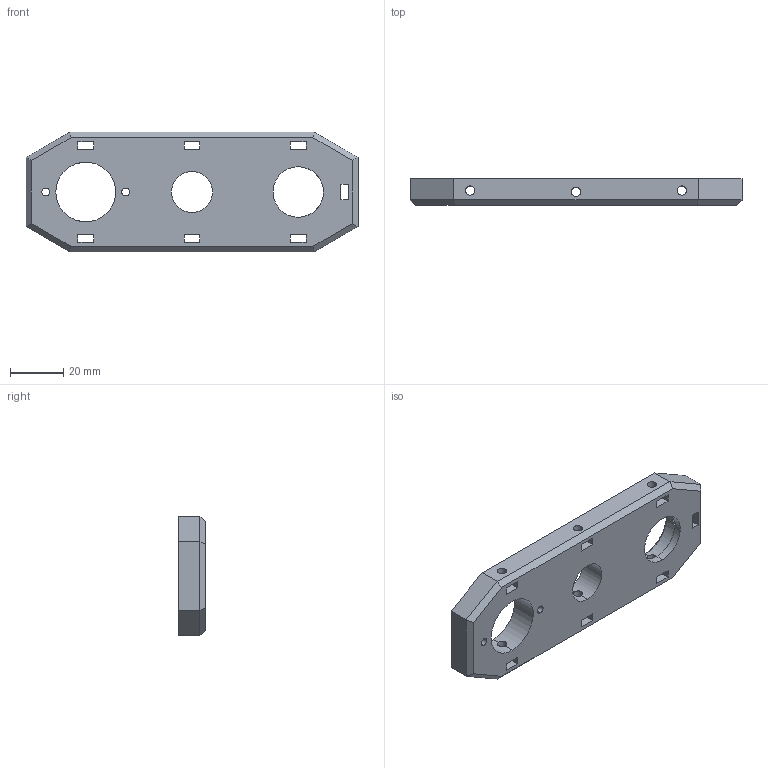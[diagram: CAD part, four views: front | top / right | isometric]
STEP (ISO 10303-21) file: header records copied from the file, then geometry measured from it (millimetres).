
FILE_DESCRIPTION (( 'STEP AP203' ), '1' );
FILE_NAME ('shoulder_Default_sldprt.STEP', '2023-01-28T16:54:39', ( 'Windows User' ), ( '' ), 'SwSTEP 2.0', 'SolidWorks 2022', '' );
FILE_SCHEMA (( 'CONFIG_CONTROL_DESIGN' ));
Length unit declared in the file: millimetre
Products named in the file (1): shoulder_Default_sldprt
Bounding box: 125 x 10 x 45 mm (x, y, z)
Volume: 40939.2 mm3; surface area: 15079 mm2
Topology: 1 solids, 1 shells, 89 faces, 272 edges, 178 vertices
Faces by surface type: plane 47, cylinder 40, cone 2
Entity records: 3541 total; most frequent: CARTESIAN_POINT 920, ORIENTED_EDGE 544, DIRECTION 494, EDGE_CURVE 272, VERTEX_POINT 178, LINE 174, VECTOR 174, AXIS2_PLACEMENT_3D 160
